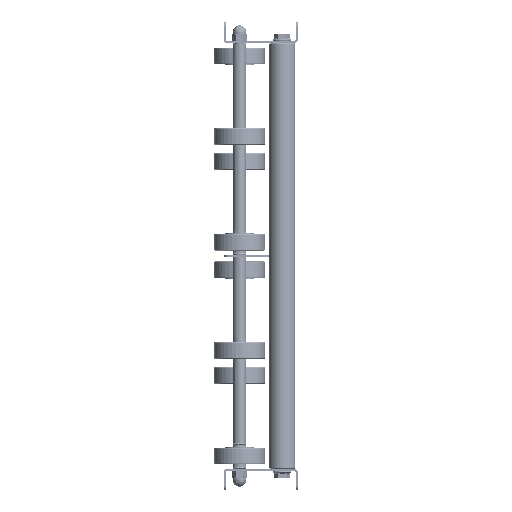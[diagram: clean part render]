
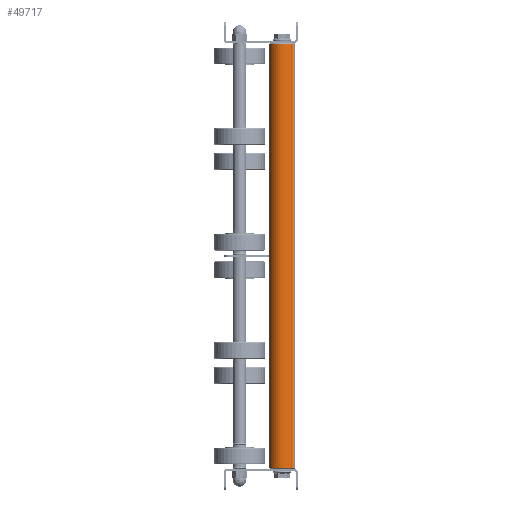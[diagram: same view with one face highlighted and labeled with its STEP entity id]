
A CAD part, left-side view. The second image highlights one B-rep face of the part: STEP entity #49717.
In plain terms, the highlighted cylindrical face has radius 12.5 mm (diameter 25 mm), a partial arc.
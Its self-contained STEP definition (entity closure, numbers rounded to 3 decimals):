
#131 = EDGE_CURVE ( 'NONE', #35744, #31556, #48803, .T. ) ;
#1073 = CARTESIAN_POINT ( 'NONE',  ( 400., 0., 12.5 ) ) ;
#3648 = VERTEX_POINT ( 'NONE', #45407 ) ;
#3861 = FACE_OUTER_BOUND ( 'NONE', #35607, .T. ) ;
#6576 = DIRECTION ( 'NONE',  ( 0., 0., -1. ) ) ;
#7102 = CARTESIAN_POINT ( 'NONE',  ( 1., 0., 0. ) ) ;
#7122 = DIRECTION ( 'NONE',  ( -1., 0., 0. ) ) ;
#7261 = CARTESIAN_POINT ( 'NONE',  ( 400., 0., 0. ) ) ;
#9638 = VERTEX_POINT ( 'NONE', #47986 ) ;
#10837 = EDGE_CURVE ( 'NONE', #3648, #9638, #26919, .T. ) ;
#10864 = CIRCLE ( 'NONE', #24197, 12.5 ) ;
#11757 = ORIENTED_EDGE ( 'NONE', *, *, #10837, .F. ) ;
#15963 = ORIENTED_EDGE ( 'NONE', *, *, #30134, .T. ) ;
#16484 = CARTESIAN_POINT ( 'NONE',  ( 1., 0., 12.5 ) ) ;
#19835 = CARTESIAN_POINT ( 'NONE',  ( 399., 0., 0. ) ) ;
#20369 = DIRECTION ( 'NONE',  ( 0., 0., -1. ) ) ;
#20555 = AXIS2_PLACEMENT_3D ( 'NONE', #7261, #27828, #31490 ) ;
#23761 = DIRECTION ( 'NONE',  ( -1., 0., 0. ) ) ;
#24197 = AXIS2_PLACEMENT_3D ( 'NONE', #7102, #31082, #6576 ) ;
#24677 = ORIENTED_EDGE ( 'NONE', *, *, #131, .T. ) ;
#26919 = LINE ( 'NONE', #42837, #37931 ) ;
#27242 = AXIS2_PLACEMENT_3D ( 'NONE', #19835, #35759, #20369 ) ;
#27828 = DIRECTION ( 'NONE',  ( -1., 0., 0. ) ) ;
#30134 = EDGE_CURVE ( 'NONE', #31556, #9638, #10864, .T. ) ;
#31082 = DIRECTION ( 'NONE',  ( 1., 0., 0. ) ) ;
#31490 = DIRECTION ( 'NONE',  ( 0., 0., 1. ) ) ;
#31556 = VERTEX_POINT ( 'NONE', #16484 ) ;
#31742 = CYLINDRICAL_SURFACE ( 'NONE', #20555, 12.5 ) ;
#35607 = EDGE_LOOP ( 'NONE', ( #11757, #38134, #24677, #15963 ) ) ;
#35744 = VERTEX_POINT ( 'NONE', #47311 ) ;
#35759 = DIRECTION ( 'NONE',  ( -1., 0., 0. ) ) ;
#37931 = VECTOR ( 'NONE', #7122, 1000. ) ;
#38134 = ORIENTED_EDGE ( 'NONE', *, *, #41929, .T. ) ;
#41929 = EDGE_CURVE ( 'NONE', #3648, #35744, #47262, .T. ) ;
#42837 = CARTESIAN_POINT ( 'NONE',  ( 400., 0., -12.5 ) ) ;
#44972 = VECTOR ( 'NONE', #23761, 1000. ) ;
#45407 = CARTESIAN_POINT ( 'NONE',  ( 399., 0., -12.5 ) ) ;
#47262 = CIRCLE ( 'NONE', #27242, 12.5 ) ;
#47311 = CARTESIAN_POINT ( 'NONE',  ( 399., 0., 12.5 ) ) ;
#47986 = CARTESIAN_POINT ( 'NONE',  ( 1., 0., -12.5 ) ) ;
#48803 = LINE ( 'NONE', #1073, #44972 ) ;
#49717 = ADVANCED_FACE ( 'NONE', ( #3861 ), #31742, .T. ) ;
